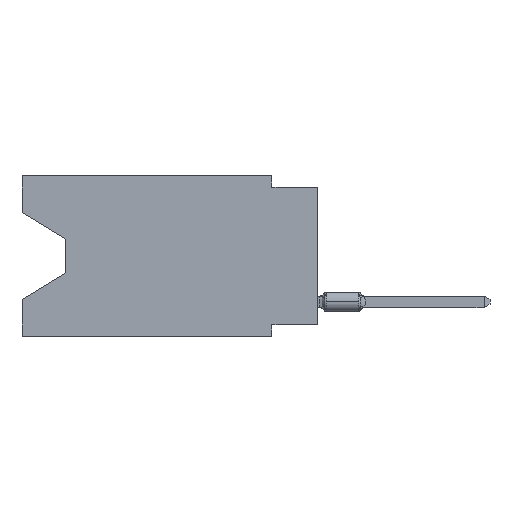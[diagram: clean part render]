
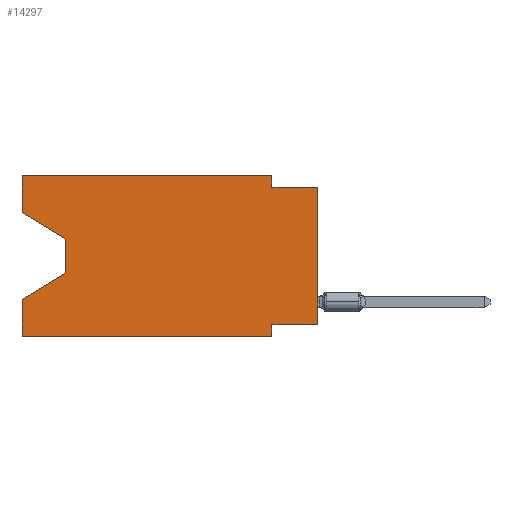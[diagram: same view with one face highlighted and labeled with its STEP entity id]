
A CAD part, left-side view. The second image highlights one B-rep face of the part: STEP entity #14297.
In plain terms, the highlighted planar face has unit normal (-1, 0, 0).
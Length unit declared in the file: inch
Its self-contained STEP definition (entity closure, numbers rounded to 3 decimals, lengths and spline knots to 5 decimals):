
#69 = DIRECTION ( 'NONE',  ( 0., -1., 0. ) ) ;
#282 = VERTEX_POINT ( 'NONE', #15861 ) ;
#438 = CARTESIAN_POINT ( 'NONE',  ( 0., 0., 0. ) ) ;
#496 = LINE ( 'NONE', #12796, #15248 ) ;
#739 = VERTEX_POINT ( 'NONE', #3632 ) ;
#1261 = CARTESIAN_POINT ( 'NONE',  ( 0., 0.55, -0.138 ) ) ;
#1638 = CARTESIAN_POINT ( 'NONE',  ( 0., 0.1, -0.35 ) ) ;
#1672 = EDGE_CURVE ( 'NONE', #7469, #13386, #3777, .T. ) ;
#1822 = DIRECTION ( 'NONE',  ( 0., 0., 1. ) ) ;
#1826 = CARTESIAN_POINT ( 'NONE',  ( 0., 0.1, 0. ) ) ;
#1929 = ORIENTED_EDGE ( 'NONE', *, *, #1672, .T. ) ;
#2021 = EDGE_LOOP ( 'NONE', ( #15028, #4772, #1929, #17206, #3386, #9793, #11231, #15708, #6760, #7438, #10057, #15427 ) ) ;
#2648 = LINE ( 'NONE', #1261, #3044 ) ;
#2655 = CARTESIAN_POINT ( 'NONE',  ( 0., 0.1, -0.35 ) ) ;
#3044 = VECTOR ( 'NONE', #15391, 39.37008 ) ;
#3065 = CARTESIAN_POINT ( 'NONE',  ( 0., 0.645, -0.08025 ) ) ;
#3208 = CARTESIAN_POINT ( 'NONE',  ( 0., 0.645, 0. ) ) ;
#3212 = CARTESIAN_POINT ( 'NONE',  ( 0., 0.645, -0.26975 ) ) ;
#3386 = ORIENTED_EDGE ( 'NONE', *, *, #9631, .T. ) ;
#3632 = CARTESIAN_POINT ( 'NONE',  ( 0., 0.1, -0.325 ) ) ;
#3721 = CARTESIAN_POINT ( 'NONE',  ( 0., 0., -0.025 ) ) ;
#3777 = LINE ( 'NONE', #13493, #17137 ) ;
#3855 = CARTESIAN_POINT ( 'NONE',  ( 0., 0., -0.325 ) ) ;
#4150 = CARTESIAN_POINT ( 'NONE',  ( 0., 0.645, 0. ) ) ;
#4221 = CARTESIAN_POINT ( 'NONE',  ( 0., 0.645, -0.08025 ) ) ;
#4490 = DIRECTION ( 'NONE',  ( 0., -0.855, -0.519 ) ) ;
#4612 = EDGE_CURVE ( 'NONE', #6321, #7469, #2648, .T. ) ;
#4675 = CARTESIAN_POINT ( 'NONE',  ( 0., 0., -0.325 ) ) ;
#4772 = ORIENTED_EDGE ( 'NONE', *, *, #4612, .T. ) ;
#4854 = DIRECTION ( 'NONE',  ( 0., 1., 0. ) ) ;
#5151 = DIRECTION ( 'NONE',  ( 0., 0., -1. ) ) ;
#5156 = CARTESIAN_POINT ( 'NONE',  ( 0., 0.55, -0.212 ) ) ;
#5302 = CARTESIAN_POINT ( 'NONE',  ( 0., 0.645, -0.35 ) ) ;
#5689 = LINE ( 'NONE', #4221, #9753 ) ;
#5727 = EDGE_CURVE ( 'NONE', #10234, #7356, #6158, .T. ) ;
#5902 = EDGE_CURVE ( 'NONE', #10234, #6321, #5689, .T. ) ;
#6158 = LINE ( 'NONE', #13304, #8002 ) ;
#6321 = VERTEX_POINT ( 'NONE', #15902 ) ;
#6419 = VECTOR ( 'NONE', #15220, 39.37008 ) ;
#6436 = DIRECTION ( 'NONE',  ( 1., 0., 0. ) ) ;
#6519 = CARTESIAN_POINT ( 'NONE',  ( 0., 0.645, 0. ) ) ;
#6760 = ORIENTED_EDGE ( 'NONE', *, *, #15587, .F. ) ;
#7238 = DIRECTION ( 'NONE',  ( 0., 0., -1. ) ) ;
#7273 = VECTOR ( 'NONE', #7238, 39.37008 ) ;
#7356 = VERTEX_POINT ( 'NONE', #11483 ) ;
#7438 = ORIENTED_EDGE ( 'NONE', *, *, #13466, .F. ) ;
#7469 = VERTEX_POINT ( 'NONE', #5156 ) ;
#7951 = VERTEX_POINT ( 'NONE', #3855 ) ;
#8002 = VECTOR ( 'NONE', #12023, 39.37008 ) ;
#8129 = EDGE_CURVE ( 'NONE', #7951, #9940, #10241, .T. ) ;
#8297 = CARTESIAN_POINT ( 'NONE',  ( 0., 0.1, 0. ) ) ;
#8363 = DIRECTION ( 'NONE',  ( 0., -1., 0. ) ) ;
#8699 = VECTOR ( 'NONE', #8363, 39.37008 ) ;
#9624 = LINE ( 'NONE', #2655, #6419 ) ;
#9631 = EDGE_CURVE ( 'NONE', #14678, #16437, #13184, .T. ) ;
#9753 = VECTOR ( 'NONE', #4490, 39.37008 ) ;
#9793 = ORIENTED_EDGE ( 'NONE', *, *, #13749, .F. ) ;
#9940 = VERTEX_POINT ( 'NONE', #3721 ) ;
#10057 = ORIENTED_EDGE ( 'NONE', *, *, #11745, .F. ) ;
#10234 = VERTEX_POINT ( 'NONE', #3065 ) ;
#10241 = LINE ( 'NONE', #438, #12756 ) ;
#11231 = ORIENTED_EDGE ( 'NONE', *, *, #14743, .F. ) ;
#11271 = VERTEX_POINT ( 'NONE', #8297 ) ;
#11483 = CARTESIAN_POINT ( 'NONE',  ( 0., 0.645, 0. ) ) ;
#11745 = EDGE_CURVE ( 'NONE', #7356, #11271, #12322, .T. ) ;
#12023 = DIRECTION ( 'NONE',  ( 0., 0., 1. ) ) ;
#12133 = EDGE_CURVE ( 'NONE', #14678, #13386, #14470, .T. ) ;
#12293 = AXIS2_PLACEMENT_3D ( 'NONE', #6519, #6436, #5151 ) ;
#12311 = PLANE ( 'NONE',  #12293 ) ;
#12322 = LINE ( 'NONE', #4150, #8699 ) ;
#12756 = VECTOR ( 'NONE', #14108, 39.37008 ) ;
#12796 = CARTESIAN_POINT ( 'NONE',  ( 0., 0., -0.025 ) ) ;
#12962 = DIRECTION ( 'NONE',  ( 0., -1., 0. ) ) ;
#13184 = LINE ( 'NONE', #5302, #15728 ) ;
#13304 = CARTESIAN_POINT ( 'NONE',  ( 0., 0.645, 0. ) ) ;
#13386 = VERTEX_POINT ( 'NONE', #3212 ) ;
#13466 = EDGE_CURVE ( 'NONE', #11271, #282, #17332, .T. ) ;
#13493 = CARTESIAN_POINT ( 'NONE',  ( 0., 0.55, -0.212 ) ) ;
#13749 = EDGE_CURVE ( 'NONE', #739, #16437, #9624, .T. ) ;
#14108 = DIRECTION ( 'NONE',  ( 0., 0., 1. ) ) ;
#14297 = ADVANCED_FACE ( 'NONE', ( #14685 ), #12311, .F. ) ;
#14470 = LINE ( 'NONE', #3208, #17516 ) ;
#14636 = VECTOR ( 'NONE', #4854, 39.37008 ) ;
#14678 = VERTEX_POINT ( 'NONE', #16705 ) ;
#14685 = FACE_OUTER_BOUND ( 'NONE', #2021, .T. ) ;
#14743 = EDGE_CURVE ( 'NONE', #7951, #739, #15678, .T. ) ;
#15028 = ORIENTED_EDGE ( 'NONE', *, *, #5902, .T. ) ;
#15139 = DIRECTION ( 'NONE',  ( 0., 0.855, -0.519 ) ) ;
#15220 = DIRECTION ( 'NONE',  ( 0., 0., -1. ) ) ;
#15248 = VECTOR ( 'NONE', #12962, 39.37008 ) ;
#15391 = DIRECTION ( 'NONE',  ( 0., 0., -1. ) ) ;
#15427 = ORIENTED_EDGE ( 'NONE', *, *, #5727, .F. ) ;
#15587 = EDGE_CURVE ( 'NONE', #282, #9940, #496, .T. ) ;
#15678 = LINE ( 'NONE', #4675, #14636 ) ;
#15708 = ORIENTED_EDGE ( 'NONE', *, *, #8129, .T. ) ;
#15728 = VECTOR ( 'NONE', #69, 39.37008 ) ;
#15861 = CARTESIAN_POINT ( 'NONE',  ( 0., 0.1, -0.025 ) ) ;
#15902 = CARTESIAN_POINT ( 'NONE',  ( 0., 0.55, -0.138 ) ) ;
#16437 = VERTEX_POINT ( 'NONE', #1638 ) ;
#16705 = CARTESIAN_POINT ( 'NONE',  ( 0., 0.645, -0.35 ) ) ;
#17137 = VECTOR ( 'NONE', #15139, 39.37008 ) ;
#17206 = ORIENTED_EDGE ( 'NONE', *, *, #12133, .F. ) ;
#17332 = LINE ( 'NONE', #1826, #7273 ) ;
#17516 = VECTOR ( 'NONE', #1822, 39.37008 ) ;
